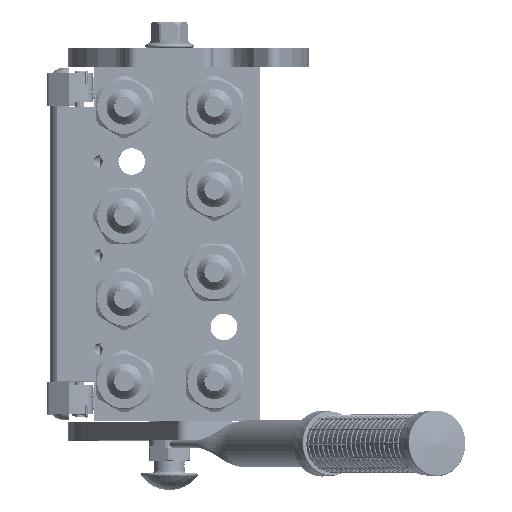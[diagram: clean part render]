
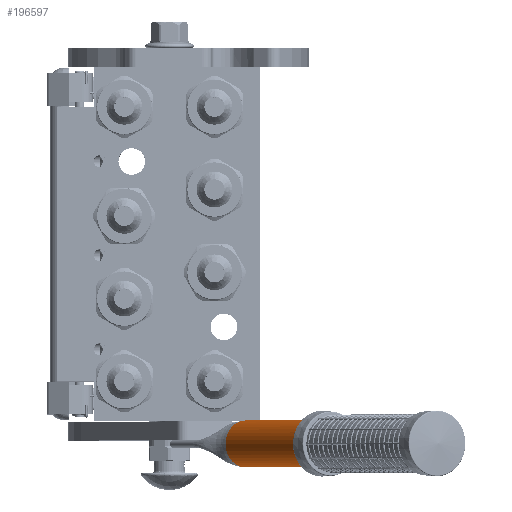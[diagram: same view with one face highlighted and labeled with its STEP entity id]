
A CAD part, top view. The second image highlights one B-rep face of the part: STEP entity #196597.
In plain terms, the highlighted cylindrical face has radius 12.5 mm (diameter 25 mm), a partial arc.
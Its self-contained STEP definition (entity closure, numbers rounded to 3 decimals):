
#181 = DIRECTION ( 'NONE',  ( 0., -1., 0. ) ) ;
#801 = B_SPLINE_CURVE_WITH_KNOTS ( 'NONE', 3,
 ( #65953, #83406, #207557, #103190, #16336, #85662, #33092, #32337, #119176, #67451, #154966, #119927, #190054, #208315, #52141 ),
 .UNSPECIFIED., .F., .F.,
 ( 4, 2, 2, 1, 1, 1, 2, 2, 4 ),
 ( 0., 0.25, 0.375, 0.437, 0.469, 0.484, 0.492, 0.5, 1. ),
 .UNSPECIFIED. ) ;
#7650 = CARTESIAN_POINT ( 'NONE',  ( -12.468, 0.136, 0.889 ) ) ;
#9143 = CARTESIAN_POINT ( 'NONE',  ( -12.5, 0.24, 0.216 ) ) ;
#9769 = DIRECTION ( 'NONE',  ( 0., 1., 0. ) ) ;
#12182 = ORIENTED_EDGE ( 'NONE', *, *, #68750, .F. ) ;
#13504 = CARTESIAN_POINT ( 'NONE',  ( -12.5, 0.24, 0. ) ) ;
#16336 = CARTESIAN_POINT ( 'NONE',  ( 12.492, 0.214, 0.452 ) ) ;
#22183 = CYLINDRICAL_SURFACE ( 'NONE', #128619, 12.5 ) ;
#24265 = DIRECTION ( 'NONE',  ( -1., 0., 0. ) ) ;
#26658 = CARTESIAN_POINT ( 'NONE',  ( -12.479, 0.172, 0.721 ) ) ;
#28837 = ORIENTED_EDGE ( 'NONE', *, *, #30253, .T. ) ;
#30253 = EDGE_CURVE ( 'NONE', #126601, #222281, #32041, .T. ) ;
#30324 = EDGE_CURVE ( 'NONE', #60148, #104679, #89383, .T. ) ;
#32041 = CIRCLE ( 'NONE', #100471, 12.5 ) ;
#32172 = DIRECTION ( 'NONE',  ( 0., 1., 0. ) ) ;
#32337 = CARTESIAN_POINT ( 'NONE',  ( 12.484, 0.186, 0.638 ) ) ;
#33092 = CARTESIAN_POINT ( 'NONE',  ( 12.486, 0.195, 0.586 ) ) ;
#35081 = CARTESIAN_POINT ( 'NONE',  ( 0., 0., 0. ) ) ;
#35194 = CARTESIAN_POINT ( 'NONE',  ( 0., 0., 0. ) ) ;
#41916 = CARTESIAN_POINT ( 'NONE',  ( -12.441, 0.049, 1.219 ) ) ;
#43422 = CARTESIAN_POINT ( 'NONE',  ( -12.478, 0.167, 0.748 ) ) ;
#44669 = EDGE_CURVE ( 'NONE', #122759, #187869, #116420, .T. ) ;
#46504 = CARTESIAN_POINT ( 'NONE',  ( 12.5, 0.24, 0. ) ) ;
#48871 = CARTESIAN_POINT ( 'NONE',  ( 12.5, 198., 0. ) ) ;
#51979 = DIRECTION ( 'NONE',  ( 1., 0., 0. ) ) ;
#52141 = CARTESIAN_POINT ( 'NONE',  ( 12.426, 0., 1.36 ) ) ;
#54013 = EDGE_CURVE ( 'NONE', #187869, #104679, #74616, .T. ) ;
#54135 = DIRECTION ( 'NONE',  ( -0.994, 0., 0.109 ) ) ;
#57932 = CARTESIAN_POINT ( 'NONE',  ( -12.494, 0.221, 0.449 ) ) ;
#59445 = CARTESIAN_POINT ( 'NONE',  ( -12.461, 0.114, 0.981 ) ) ;
#59905 = DIRECTION ( 'NONE',  ( -0.994, 0., 0.109 ) ) ;
#60148 = VERTEX_POINT ( 'NONE', #46504 ) ;
#60215 = CARTESIAN_POINT ( 'NONE',  ( -12.466, 0.13, 0.917 ) ) ;
#65366 = EDGE_LOOP ( 'NONE', ( #76000, #98016, #147212, #12182, #132826, #28837, #132644 ) ) ;
#65953 = CARTESIAN_POINT ( 'NONE',  ( 12.5, 0.24, 0. ) ) ;
#67451 = CARTESIAN_POINT ( 'NONE',  ( 12.482, 0.18, 0.676 ) ) ;
#67534 = VECTOR ( 'NONE', #114699, 1000. ) ;
#68750 = EDGE_CURVE ( 'NONE', #88774, #122759, #112448, .T. ) ;
#74616 = CIRCLE ( 'NONE', #204835, 12.5 ) ;
#76000 = ORIENTED_EDGE ( 'NONE', *, *, #30324, .T. ) ;
#79485 = FACE_OUTER_BOUND ( 'NONE', #65366, .T. ) ;
#83406 = CARTESIAN_POINT ( 'NONE',  ( 12.5, 0.24, 0.108 ) ) ;
#85662 = CARTESIAN_POINT ( 'NONE',  ( 12.488, 0.202, 0.541 ) ) ;
#88774 = VERTEX_POINT ( 'NONE', #150108 ) ;
#89383 = LINE ( 'NONE', #167978, #67534 ) ;
#93743 = CARTESIAN_POINT ( 'NONE',  ( -12.452, 0.083, 1.1 ) ) ;
#98016 = ORIENTED_EDGE ( 'NONE', *, *, #54013, .F. ) ;
#100471 = AXIS2_PLACEMENT_3D ( 'NONE', #180280, #161249, #59905 ) ;
#103190 = CARTESIAN_POINT ( 'NONE',  ( 12.494, 0.22, 0.394 ) ) ;
#104679 = VERTEX_POINT ( 'NONE', #48871 ) ;
#112448 = B_SPLINE_CURVE_WITH_KNOTS ( 'NONE', 3,
 ( #180582, #41916, #93743, #59445, #163786, #198838, #60215, #112755, #7650, #163011, #113503, #43422, #26658, #57932, #9143, #181351 ),
 .UNSPECIFIED., .F., .F.,
 ( 4, 2, 1, 2, 2, 1, 2, 2, 4 ),
 ( 0., 0.25, 0.312, 0.328, 0.344, 0.375, 0.437, 0.5, 1. ),
 .UNSPECIFIED. ) ;
#112755 = CARTESIAN_POINT ( 'NONE',  ( -12.467, 0.131, 0.91 ) ) ;
#113503 = CARTESIAN_POINT ( 'NONE',  ( -12.474, 0.155, 0.804 ) ) ;
#114699 = DIRECTION ( 'NONE',  ( 0., 1., 0. ) ) ;
#116420 = LINE ( 'NONE', #205114, #195374 ) ;
#119176 = CARTESIAN_POINT ( 'NONE',  ( 12.482, 0.182, 0.665 ) ) ;
#119927 = CARTESIAN_POINT ( 'NONE',  ( 12.481, 0.178, 0.688 ) ) ;
#122759 = VERTEX_POINT ( 'NONE', #13504 ) ;
#126601 = VERTEX_POINT ( 'NONE', #194612 ) ;
#128619 = AXIS2_PLACEMENT_3D ( 'NONE', #35194, #181, #51979 ) ;
#132644 = ORIENTED_EDGE ( 'NONE', *, *, #189447, .F. ) ;
#132826 = ORIENTED_EDGE ( 'NONE', *, *, #192571, .T. ) ;
#147212 = ORIENTED_EDGE ( 'NONE', *, *, #44669, .F. ) ;
#150108 = CARTESIAN_POINT ( 'NONE',  ( -12.426, 0., 1.36 ) ) ;
#154966 = CARTESIAN_POINT ( 'NONE',  ( 12.481, 0.178, 0.683 ) ) ;
#156579 = CARTESIAN_POINT ( 'NONE',  ( 12.426, 0., 1.36 ) ) ;
#161249 = DIRECTION ( 'NONE',  ( 0., 1., 0. ) ) ;
#163011 = CARTESIAN_POINT ( 'NONE',  ( -12.471, 0.146, 0.847 ) ) ;
#163786 = CARTESIAN_POINT ( 'NONE',  ( -12.464, 0.121, 0.953 ) ) ;
#165094 = CIRCLE ( 'NONE', #192092, 12.5 ) ;
#167978 = CARTESIAN_POINT ( 'NONE',  ( 12.5, 0.24, 0. ) ) ;
#180280 = CARTESIAN_POINT ( 'NONE',  ( 0., 0., 0. ) ) ;
#180582 = CARTESIAN_POINT ( 'NONE',  ( -12.426, 0., 1.36 ) ) ;
#181351 = CARTESIAN_POINT ( 'NONE',  ( -12.5, 0.24, 0. ) ) ;
#187869 = VERTEX_POINT ( 'NONE', #196124 ) ;
#189447 = EDGE_CURVE ( 'NONE', #60148, #222281, #801, .T. ) ;
#190054 = CARTESIAN_POINT ( 'NONE',  ( 12.472, 0.146, 0.859 ) ) ;
#192092 = AXIS2_PLACEMENT_3D ( 'NONE', #35081, #208772, #54135 ) ;
#192571 = EDGE_CURVE ( 'NONE', #88774, #126601, #165094, .T. ) ;
#194612 = CARTESIAN_POINT ( 'NONE',  ( 0., 0., 12.5 ) ) ;
#195374 = VECTOR ( 'NONE', #32172, 1000. ) ;
#196124 = CARTESIAN_POINT ( 'NONE',  ( -12.5, 198., 0. ) ) ;
#196597 = ADVANCED_FACE ( 'NONE', ( #79485 ), #22183, .T. ) ;
#198838 = CARTESIAN_POINT ( 'NONE',  ( -12.466, 0.127, 0.927 ) ) ;
#204835 = AXIS2_PLACEMENT_3D ( 'NONE', #219253, #9769, #24265 ) ;
#205114 = CARTESIAN_POINT ( 'NONE',  ( -12.5, 0.24, 0. ) ) ;
#207557 = CARTESIAN_POINT ( 'NONE',  ( 12.499, 0.235, 0.221 ) ) ;
#208315 = CARTESIAN_POINT ( 'NONE',  ( 12.456, 0.096, 1.087 ) ) ;
#208772 = DIRECTION ( 'NONE',  ( 0., 1., 0. ) ) ;
#219253 = CARTESIAN_POINT ( 'NONE',  ( 0., 198., 0. ) ) ;
#222281 = VERTEX_POINT ( 'NONE', #156579 ) ;
